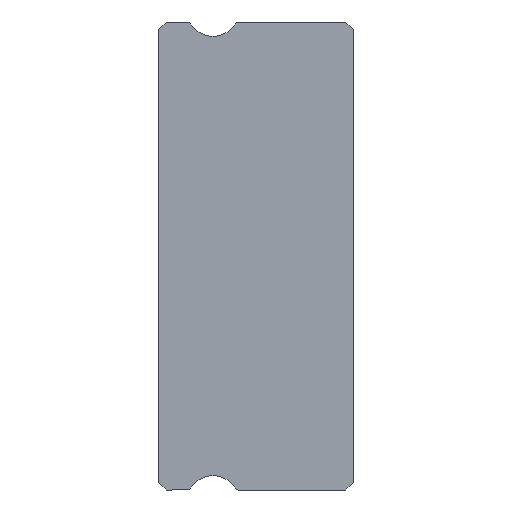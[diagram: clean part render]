
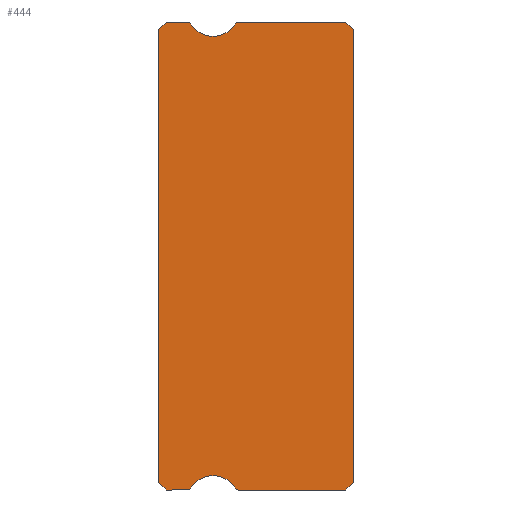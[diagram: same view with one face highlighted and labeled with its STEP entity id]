
A CAD part, left-side view. The second image highlights one B-rep face of the part: STEP entity #444.
In plain terms, the highlighted planar face has unit normal (-1, 0, 0).
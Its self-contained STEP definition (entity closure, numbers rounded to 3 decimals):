
#7 = CARTESIAN_POINT ( 'NONE',  ( -10., 6.381, 9. ) ) ;
#11 = CIRCLE ( 'NONE', #286, 0.15 ) ;
#22 = ORIENTED_EDGE ( 'NONE', *, *, #453, .F. ) ;
#25 = DIRECTION ( 'NONE',  ( 0., 0., -1. ) ) ;
#35 = DIRECTION ( 'NONE',  ( 0., -1., 0. ) ) ;
#40 = CARTESIAN_POINT ( 'NONE',  ( -10., 7.5, 8.85 ) ) ;
#44 = VERTEX_POINT ( 'NONE', #401 ) ;
#53 = DIRECTION ( 'NONE',  ( 0., 0.707, -0.707 ) ) ;
#70 = EDGE_CURVE ( 'NONE', #1147, #974, #11, .T. ) ;
#77 = ORIENTED_EDGE ( 'NONE', *, *, #495, .F. ) ;
#84 = VERTEX_POINT ( 'NONE', #971 ) ;
#93 = CIRCLE ( 'NONE', #240, 1. ) ;
#97 = CIRCLE ( 'NONE', #829, 0.15 ) ;
#98 = DIRECTION ( 'NONE',  ( 0., 0., 1. ) ) ;
#99 = CARTESIAN_POINT ( 'NONE',  ( -10., 5.4, 9.45 ) ) ;
#124 = EDGE_CURVE ( 'NONE', #157, #839, #97, .T. ) ;
#127 = ORIENTED_EDGE ( 'NONE', *, *, #188, .T. ) ;
#137 = VERTEX_POINT ( 'NONE', #408 ) ;
#139 = DIRECTION ( 'NONE',  ( 1., 0., 0. ) ) ;
#143 = ORIENTED_EDGE ( 'NONE', *, *, #349, .F. ) ;
#152 = EDGE_LOOP ( 'NONE', ( #1160, #164, #817, #295, #1065, #409, #22, #143, #265, #421, #1123, #765, #1017, #77, #616, #662, #127 ) ) ;
#157 = VERTEX_POINT ( 'NONE', #903 ) ;
#164 = ORIENTED_EDGE ( 'NONE', *, *, #772, .T. ) ;
#171 = CARTESIAN_POINT ( 'NONE',  ( -10., 4.547, -8.928 ) ) ;
#188 = EDGE_CURVE ( 'NONE', #137, #208, #620, .T. ) ;
#197 = AXIS2_PLACEMENT_3D ( 'NONE', #345, #139, #435 ) ;
#199 = CARTESIAN_POINT ( 'NONE',  ( -10., 6.381, -9. ) ) ;
#205 = CARTESIAN_POINT ( 'NONE',  ( -10., 0., 8.7 ) ) ;
#208 = VERTEX_POINT ( 'NONE', #1217 ) ;
#214 = DIRECTION ( 'NONE',  ( -1., 0., 0. ) ) ;
#226 = DIRECTION ( 'NONE',  ( 0., 0.707, -0.707 ) ) ;
#229 = LINE ( 'NONE', #40, #621 ) ;
#232 = CARTESIAN_POINT ( 'NONE',  ( -10., 6.381, -8.85 ) ) ;
#240 = AXIS2_PLACEMENT_3D ( 'NONE', #697, #304, #399 ) ;
#253 = EDGE_CURVE ( 'NONE', #1114, #137, #418, .T. ) ;
#264 = VECTOR ( 'NONE', #738, 1000. ) ;
#265 = ORIENTED_EDGE ( 'NONE', *, *, #321, .T. ) ;
#267 = VECTOR ( 'NONE', #639, 1000. ) ;
#278 = EDGE_CURVE ( 'NONE', #1114, #448, #849, .T. ) ;
#286 = AXIS2_PLACEMENT_3D ( 'NONE', #1081, #781, #699 ) ;
#287 = LINE ( 'NONE', #1284, #1279 ) ;
#293 = VECTOR ( 'NONE', #35, 1000. ) ;
#295 = ORIENTED_EDGE ( 'NONE', *, *, #124, .F. ) ;
#304 = DIRECTION ( 'NONE',  ( -1., 0., 0. ) ) ;
#313 = DIRECTION ( 'NONE',  ( 0., 0., -1. ) ) ;
#316 = CARTESIAN_POINT ( 'NONE',  ( -10., 5.4, -9.45 ) ) ;
#321 = EDGE_CURVE ( 'NONE', #1026, #1181, #838, .T. ) ;
#345 = CARTESIAN_POINT ( 'NONE',  ( -10., 4.419, 8.85 ) ) ;
#349 = EDGE_CURVE ( 'NONE', #1026, #44, #937, .T. ) ;
#354 = CARTESIAN_POINT ( 'NONE',  ( -10., 7.2, 9. ) ) ;
#374 = VECTOR ( 'NONE', #53, 1000. ) ;
#398 = VERTEX_POINT ( 'NONE', #498 ) ;
#399 = DIRECTION ( 'NONE',  ( 0., 0., -1. ) ) ;
#401 = CARTESIAN_POINT ( 'NONE',  ( -10., 0.3, -9. ) ) ;
#408 = CARTESIAN_POINT ( 'NONE',  ( -10., 7.2, 9. ) ) ;
#409 = ORIENTED_EDGE ( 'NONE', *, *, #70, .F. ) ;
#418 = LINE ( 'NONE', #354, #264 ) ;
#420 = AXIS2_PLACEMENT_3D ( 'NONE', #316, #214, #25 ) ;
#421 = ORIENTED_EDGE ( 'NONE', *, *, #788, .F. ) ;
#435 = DIRECTION ( 'NONE',  ( 0., 0., -1. ) ) ;
#444 = ADVANCED_FACE ( 'NONE', ( #1171 ), #972, .F. ) ;
#448 = VERTEX_POINT ( 'NONE', #951 ) ;
#452 = DIRECTION ( 'NONE',  ( 0., 0., -1. ) ) ;
#453 = EDGE_CURVE ( 'NONE', #44, #1147, #1042, .T. ) ;
#457 = AXIS2_PLACEMENT_3D ( 'NONE', #483, #1163, #1130 ) ;
#469 = EDGE_CURVE ( 'NONE', #398, #208, #229, .T. ) ;
#483 = CARTESIAN_POINT ( 'NONE',  ( -10., 6.381, 8.85 ) ) ;
#495 = EDGE_CURVE ( 'NONE', #448, #790, #93, .T. ) ;
#498 = CARTESIAN_POINT ( 'NONE',  ( -10., 7.5, -8.7 ) ) ;
#505 = AXIS2_PLACEMENT_3D ( 'NONE', #749, #1236, #452 ) ;
#507 = DIRECTION ( 'NONE',  ( 0., 0., -1. ) ) ;
#513 = DIRECTION ( 'NONE',  ( 0., -1., 0. ) ) ;
#532 = LINE ( 'NONE', #725, #293 ) ;
#537 = VERTEX_POINT ( 'NONE', #1041 ) ;
#538 = CARTESIAN_POINT ( 'NONE',  ( -10., 6.381, -9. ) ) ;
#549 = EDGE_CURVE ( 'NONE', #84, #537, #602, .T. ) ;
#553 = CARTESIAN_POINT ( 'NONE',  ( -10., 7.2, -9. ) ) ;
#601 = VERTEX_POINT ( 'NONE', #759 ) ;
#602 = CIRCLE ( 'NONE', #197, 0.15 ) ;
#616 = ORIENTED_EDGE ( 'NONE', *, *, #278, .F. ) ;
#620 = LINE ( 'NONE', #1103, #624 ) ;
#621 = VECTOR ( 'NONE', #98, 1000. ) ;
#624 = VECTOR ( 'NONE', #226, 1000. ) ;
#639 = DIRECTION ( 'NONE',  ( 0., 0., 1. ) ) ;
#647 = CARTESIAN_POINT ( 'NONE',  ( -10., 0., 8.7 ) ) ;
#662 = ORIENTED_EDGE ( 'NONE', *, *, #253, .T. ) ;
#677 = VERTEX_POINT ( 'NONE', #553 ) ;
#690 = DIRECTION ( 'NONE',  ( 0., -0.707, -0.707 ) ) ;
#697 = CARTESIAN_POINT ( 'NONE',  ( -10., 5.4, 9.45 ) ) ;
#699 = DIRECTION ( 'NONE',  ( 0., 0., -1. ) ) ;
#719 = CARTESIAN_POINT ( 'NONE',  ( -10., 6.381, 9. ) ) ;
#725 = CARTESIAN_POINT ( 'NONE',  ( -10., 6.381, -9. ) ) ;
#738 = DIRECTION ( 'NONE',  ( 0., 1., 0. ) ) ;
#749 = CARTESIAN_POINT ( 'NONE',  ( -10., 6.381, 8.85 ) ) ;
#759 = CARTESIAN_POINT ( 'NONE',  ( -10., 0.3, 9. ) ) ;
#765 = ORIENTED_EDGE ( 'NONE', *, *, #549, .F. ) ;
#772 = EDGE_CURVE ( 'NONE', #398, #677, #287, .T. ) ;
#779 = CARTESIAN_POINT ( 'NONE',  ( -10., 0., -8.7 ) ) ;
#781 = DIRECTION ( 'NONE',  ( 1., 0., 0. ) ) ;
#788 = EDGE_CURVE ( 'NONE', #601, #1181, #979, .T. ) ;
#789 = CARTESIAN_POINT ( 'NONE',  ( -10., 0.3, 9. ) ) ;
#790 = VERTEX_POINT ( 'NONE', #801 ) ;
#801 = CARTESIAN_POINT ( 'NONE',  ( -10., 5.4, 8.45 ) ) ;
#817 = ORIENTED_EDGE ( 'NONE', *, *, #1169, .T. ) ;
#829 = AXIS2_PLACEMENT_3D ( 'NONE', #232, #897, #313 ) ;
#834 = VECTOR ( 'NONE', #893, 1000. ) ;
#838 = LINE ( 'NONE', #647, #267 ) ;
#839 = VERTEX_POINT ( 'NONE', #199 ) ;
#849 = CIRCLE ( 'NONE', #505, 0.15 ) ;
#850 = CARTESIAN_POINT ( 'NONE',  ( -10., 0., -8.7 ) ) ;
#893 = DIRECTION ( 'NONE',  ( 0., -0.707, -0.707 ) ) ;
#897 = DIRECTION ( 'NONE',  ( 1., 0., 0. ) ) ;
#903 = CARTESIAN_POINT ( 'NONE',  ( -10., 6.253, -8.928 ) ) ;
#921 = CIRCLE ( 'NONE', #1004, 1. ) ;
#937 = LINE ( 'NONE', #850, #374 ) ;
#941 = EDGE_CURVE ( 'NONE', #974, #157, #1257, .T. ) ;
#951 = CARTESIAN_POINT ( 'NONE',  ( -10., 6.253, 8.928 ) ) ;
#971 = CARTESIAN_POINT ( 'NONE',  ( -10., 4.547, 8.928 ) ) ;
#972 = PLANE ( 'NONE',  #457 ) ;
#974 = VERTEX_POINT ( 'NONE', #171 ) ;
#979 = LINE ( 'NONE', #789, #834 ) ;
#1004 = AXIS2_PLACEMENT_3D ( 'NONE', #99, #1093, #507 ) ;
#1017 = ORIENTED_EDGE ( 'NONE', *, *, #1039, .F. ) ;
#1026 = VERTEX_POINT ( 'NONE', #779 ) ;
#1039 = EDGE_CURVE ( 'NONE', #790, #84, #921, .T. ) ;
#1041 = CARTESIAN_POINT ( 'NONE',  ( -10., 4.419, 9. ) ) ;
#1042 = LINE ( 'NONE', #538, #1143 ) ;
#1065 = ORIENTED_EDGE ( 'NONE', *, *, #941, .F. ) ;
#1081 = CARTESIAN_POINT ( 'NONE',  ( -10., 4.419, -8.85 ) ) ;
#1093 = DIRECTION ( 'NONE',  ( -1., 0., 0. ) ) ;
#1103 = CARTESIAN_POINT ( 'NONE',  ( -10., 7.5, 8.7 ) ) ;
#1104 = VECTOR ( 'NONE', #513, 1000. ) ;
#1114 = VERTEX_POINT ( 'NONE', #719 ) ;
#1123 = ORIENTED_EDGE ( 'NONE', *, *, #1234, .F. ) ;
#1130 = DIRECTION ( 'NONE',  ( 0., 0., -1. ) ) ;
#1143 = VECTOR ( 'NONE', #1198, 1000. ) ;
#1147 = VERTEX_POINT ( 'NONE', #1216 ) ;
#1160 = ORIENTED_EDGE ( 'NONE', *, *, #469, .F. ) ;
#1163 = DIRECTION ( 'NONE',  ( 1., 0., 0. ) ) ;
#1169 = EDGE_CURVE ( 'NONE', #677, #839, #532, .T. ) ;
#1171 = FACE_OUTER_BOUND ( 'NONE', #152, .T. ) ;
#1181 = VERTEX_POINT ( 'NONE', #205 ) ;
#1198 = DIRECTION ( 'NONE',  ( 0., 1., 0. ) ) ;
#1216 = CARTESIAN_POINT ( 'NONE',  ( -10., 4.419, -9. ) ) ;
#1217 = CARTESIAN_POINT ( 'NONE',  ( -10., 7.5, 8.7 ) ) ;
#1228 = LINE ( 'NONE', #7, #1104 ) ;
#1234 = EDGE_CURVE ( 'NONE', #537, #601, #1228, .T. ) ;
#1236 = DIRECTION ( 'NONE',  ( 1., 0., 0. ) ) ;
#1257 = CIRCLE ( 'NONE', #420, 1. ) ;
#1279 = VECTOR ( 'NONE', #690, 1000. ) ;
#1284 = CARTESIAN_POINT ( 'NONE',  ( -10., 7.2, -9. ) ) ;
